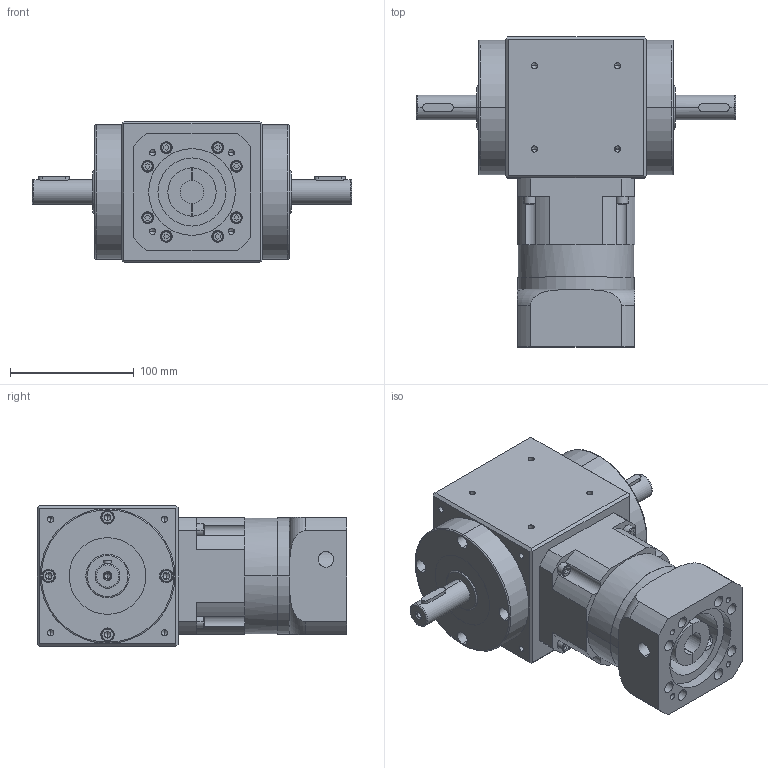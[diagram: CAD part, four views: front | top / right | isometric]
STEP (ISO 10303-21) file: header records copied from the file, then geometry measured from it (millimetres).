
FILE_DESCRIPTION (( 'STEP AP214' ), '1' );
FILE_NAME ('RAH090-L1-XX-2S-19-70-90-M6_2019.STEP', '2019-03-22T10:43:10', ( 'Y' ), ( 'NCU' ), 'SwSTEP 2.0', 'SolidWorks 2016', '' );
FILE_SCHEMA (( 'AUTOMOTIVE_DESIGN' ));
Length unit declared in the file: millimetre
Products named in the file (1): RAH090-L1-XX-2S-19-70-90-M6_2019
Bounding box: 258 x 250.5 x 114 mm (x, y, z)
Volume: 2894536.5 mm3; surface area: 208601.8 mm2
Topology: 2 solids, 20 shells, 684 faces, 1580 edges, 962 vertices
Faces by surface type: plane 314, cylinder 236, cone 96, torus 38
Entity records: 20768 total; most frequent: CARTESIAN_POINT 3969, DIRECTION 3482, ORIENTED_EDGE 3016, EDGE_CURVE 1508, AXIS2_PLACEMENT_3D 1327, VERTEX_POINT 962, VECTOR 828, LINE 828
